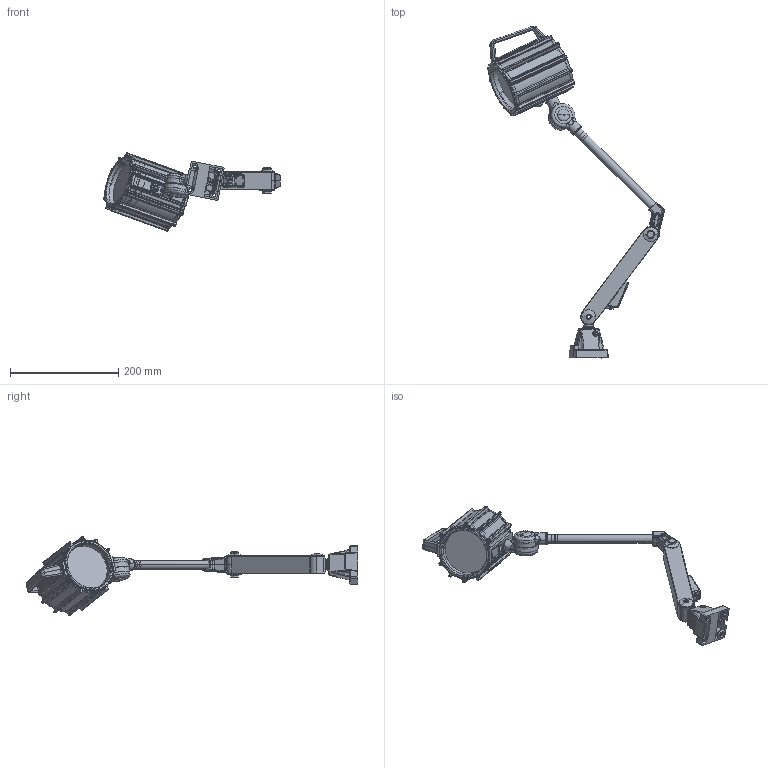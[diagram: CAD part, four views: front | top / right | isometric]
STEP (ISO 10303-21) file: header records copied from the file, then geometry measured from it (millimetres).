
FILE_DESCRIPTION((''),'2;1');
FILE_NAME('M2_ASM','2018-07-11T',('ABC'),(''),'CREO PARAMETRIC BY PTC INC, 2015380','CREO PARAMETRIC BY PTC INC, 2015380','');
FILE_SCHEMA(('CONFIG_CONTROL_DESIGN'));
Products named in the file (35): M1-JT03__2; M1-18_9; M1-ZSG-10_2; M2-LJFG__1; M1-DP02__1; M2-SJG__7; M1-22_2; M1-JT02__1; M1-LJG__5; M1-NLM__1; M1-NLM_02_3; M1-DP__1; M1-SJJT02__9; M1-SJJT__23; M1-ZSG__1; M1-05_1; M1-06_1; M1-01_-_10; M2-22_1; M1-02_-_7; M1-08_1; M1-11_-_4; M1-26_15; M1-13_5; M1-28_3; M1-25_39; KG02_1; M1-31_1; M1-32_1; M1-33_1; M1-34_1; M1-JT030_1; M1-35_1; M2-130129_ASM_55_ASM; M2_ASM
Assembly tree (38 placements, depth 3):
  M2_ASM
    M2-130129_ASM_55_ASM
      M1-JT03__2
      M1-18_9
      M1-ZSG-10_2
      M2-LJFG__1
      M1-DP02__1  x3
      M2-SJG__7
      M1-22_2
      M1-JT02__1
      M1-LJG__5
      M1-NLM__1
      M1-NLM_02_3
      M1-DP__1  x2
      M1-SJJT02__9
      M1-SJJT__23
      M1-ZSG__1  x2
      M1-05_1
      M1-06_1
      M1-01_-_10
      M2-22_1
      M1-02_-_7
      M1-08_1
      M1-11_-_4
      M1-26_15
      M1-13_5
      M1-28_3
      M1-25_39
      KG02_1
      M1-31_1
      M1-32_1
      M1-33_1
      M1-34_1
      M1-JT030_1
      M1-35_1
Bounding box: 326.64 x 614.12 x 144.99 mm (x, y, z)
Volume: 537409.9 mm3; surface area: 344284.4 mm2
Topology: 37 solids, 38 shells, 3479 faces, 9440 edges, 6110 vertices
Faces by surface type: plane 1154, cylinder 1077, bspline 592, cone 423, torus 154, extrusion 57, sphere 14, revolution 8
Entity records: 156911 total; most frequent: CARTESIAN_POINT 74996, ORIENTED_EDGE 18596, DIRECTION 15001, EDGE_CURVE 9298, VERTEX_POINT 6028, AXIS2_PLACEMENT_3D 5691, EDGE_LOOP 3636, VECTOR 3613
